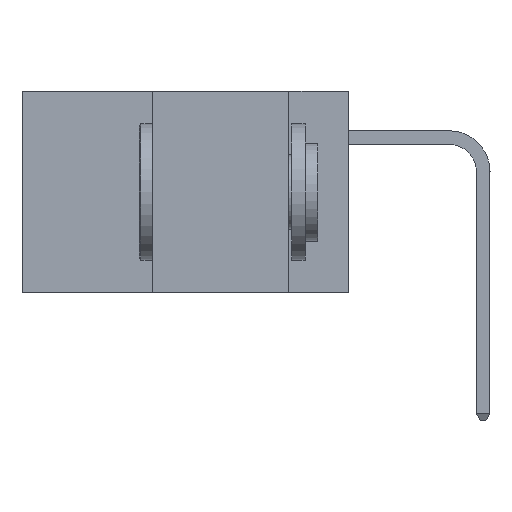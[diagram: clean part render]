
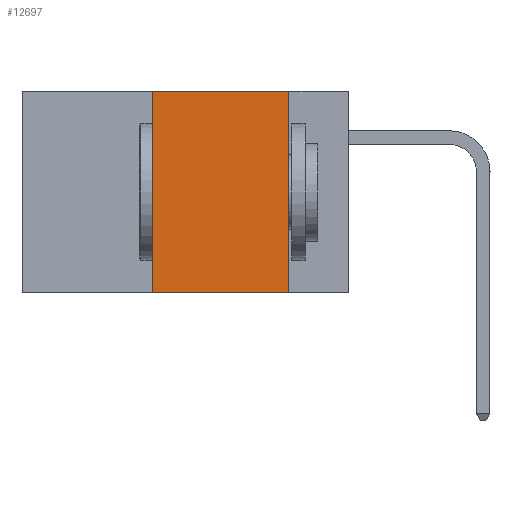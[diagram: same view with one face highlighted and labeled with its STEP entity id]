
A CAD part, left-side view. The second image highlights one B-rep face of the part: STEP entity #12697.
In plain terms, the highlighted planar face has unit normal (-1, 0, 0).
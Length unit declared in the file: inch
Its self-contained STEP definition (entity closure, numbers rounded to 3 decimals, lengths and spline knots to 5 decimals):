
#117 = DIRECTION ( 'NONE',  ( 1., 0., 0. ) ) ;
#156 = CARTESIAN_POINT ( 'NONE',  ( 0., 0.11, 0. ) ) ;
#713 = DIRECTION ( 'NONE',  ( 0., 0., 1. ) ) ;
#1807 = EDGE_LOOP ( 'NONE', ( #22924, #30970, #4204, #28497 ) ) ;
#2506 = CARTESIAN_POINT ( 'NONE',  ( 0., 0.6, 0. ) ) ;
#4204 = ORIENTED_EDGE ( 'NONE', *, *, #31258, .F. ) ;
#4458 = LINE ( 'NONE', #10532, #29895 ) ;
#4467 = VECTOR ( 'NONE', #28286, 39.37008 ) ;
#7879 = FACE_OUTER_BOUND ( 'NONE', #1807, .T. ) ;
#7895 = AXIS2_PLACEMENT_3D ( 'NONE', #2506, #117, #17389 ) ;
#8236 = EDGE_CURVE ( 'NONE', #11592, #12038, #31323, .T. ) ;
#9275 = LINE ( 'NONE', #18122, #14303 ) ;
#9515 = CARTESIAN_POINT ( 'NONE',  ( 0., 0.6, 0. ) ) ;
#9939 = PLANE ( 'NONE',  #7895 ) ;
#10532 = CARTESIAN_POINT ( 'NONE',  ( 0., 0.36, 0. ) ) ;
#11061 = LINE ( 'NONE', #13564, #4467 ) ;
#11592 = VERTEX_POINT ( 'NONE', #27965 ) ;
#11708 = EDGE_CURVE ( 'NONE', #29338, #23788, #11061, .T. ) ;
#12038 = VERTEX_POINT ( 'NONE', #156 ) ;
#12697 = ADVANCED_FACE ( 'NONE', ( #7879 ), #9939, .F. ) ;
#13564 = CARTESIAN_POINT ( 'NONE',  ( 0., 0.6, -0.37 ) ) ;
#14303 = VECTOR ( 'NONE', #27973, 39.37008 ) ;
#14321 = CARTESIAN_POINT ( 'NONE',  ( 0., 0.36, -0.37 ) ) ;
#17389 = DIRECTION ( 'NONE',  ( 0., 0., -1. ) ) ;
#18122 = CARTESIAN_POINT ( 'NONE',  ( 0., 0.11, 0. ) ) ;
#19016 = CARTESIAN_POINT ( 'NONE',  ( 0., 0.11, -0.37 ) ) ;
#22924 = ORIENTED_EDGE ( 'NONE', *, *, #29047, .F. ) ;
#23788 = VERTEX_POINT ( 'NONE', #19016 ) ;
#24054 = VECTOR ( 'NONE', #29204, 39.37008 ) ;
#27965 = CARTESIAN_POINT ( 'NONE',  ( 0., 0.36, 0. ) ) ;
#27973 = DIRECTION ( 'NONE',  ( 0., 0., -1. ) ) ;
#28286 = DIRECTION ( 'NONE',  ( 0., -1., 0. ) ) ;
#28497 = ORIENTED_EDGE ( 'NONE', *, *, #11708, .T. ) ;
#29047 = EDGE_CURVE ( 'NONE', #12038, #23788, #9275, .T. ) ;
#29204 = DIRECTION ( 'NONE',  ( 0., -1., 0. ) ) ;
#29338 = VERTEX_POINT ( 'NONE', #14321 ) ;
#29895 = VECTOR ( 'NONE', #713, 39.37008 ) ;
#30970 = ORIENTED_EDGE ( 'NONE', *, *, #8236, .F. ) ;
#31258 = EDGE_CURVE ( 'NONE', #29338, #11592, #4458, .T. ) ;
#31323 = LINE ( 'NONE', #9515, #24054 ) ;
